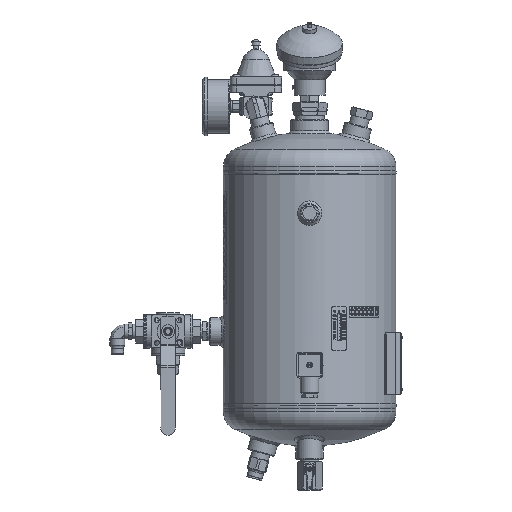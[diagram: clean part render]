
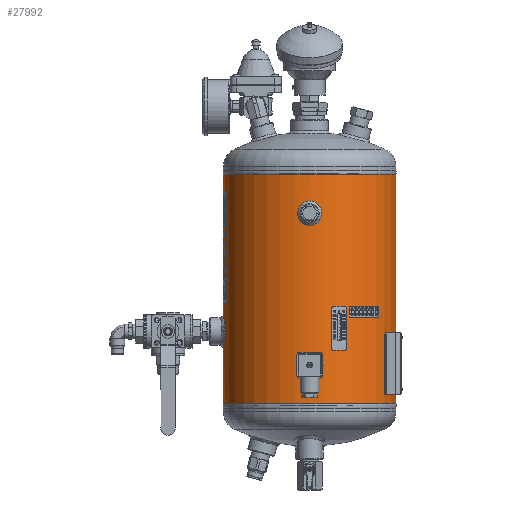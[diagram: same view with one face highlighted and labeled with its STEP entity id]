
A CAD part, front view. The second image highlights one B-rep face of the part: STEP entity #27992.
In plain terms, the highlighted cylindrical face has radius 100 mm (diameter 200 mm), a partial arc.
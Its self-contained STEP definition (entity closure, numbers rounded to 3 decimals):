
#1680=B_SPLINE_CURVE_WITH_KNOTS('',3,(#47471,#47472,#47473,#47474,#47475,
#47476,#47477,#47478,#47479,#47480,#47481,#47482,#47483,#47484,#47485,#47486,
#47487,#47488,#47489),.UNSPECIFIED.,.T.,.F.,(1,1,1,1,1,1,1,1,1,1,1,1,1,
1,1,1,1,1,1,1,1,1,1),(-0.012,-0.008,-0.004,
0.,0.004,0.008,0.012,0.016,
0.02,0.023,0.027,0.031,
0.035,0.039,0.043,0.047,
0.051,0.055,0.059,0.063,
0.066,0.07,0.074),.UNSPECIFIED.);
#1681=B_SPLINE_CURVE_WITH_KNOTS('',3,(#47491,#47492,#47493,#47494,#47495,
#47496,#47497,#47498,#47499,#47500,#47501,#47502,#47503,#47504,#47505,#47506,
#47507,#47508,#47509),.UNSPECIFIED.,.T.,.F.,(1,1,1,1,1,1,1,1,1,1,1,1,1,
1,1,1,1,1,1,1,1,1,1),(-0.012,-0.008,-0.004,
0.,0.004,0.008,0.012,
0.016,0.02,0.023,0.027,
0.031,0.035,0.039,0.043,
0.047,0.051,0.055,0.059,
0.063,0.066,0.07,0.074),
 .UNSPECIFIED.);
#1682=B_SPLINE_CURVE_WITH_KNOTS('',3,(#47511,#47512,#47513,#47514,#47515,
#47516,#47517,#47518,#47519,#47520,#47521,#47522,#47523,#47524,#47525,#47526,
#47527,#47528,#47529),.UNSPECIFIED.,.T.,.F.,(1,1,1,1,1,1,1,1,1,1,1,1,1,
1,1,1,1,1,1,1,1,1,1),(-0.018,-0.012,-0.006,
0.,0.006,0.012,0.018,0.023,
0.029,0.035,0.041,0.047,
0.053,0.059,0.065,0.07,
0.076,0.082,0.088,0.094,
0.1,0.106,0.112),.UNSPECIFIED.);
#3297=LINE('',#47531,#4614);
#3298=LINE('',#47536,#4615);
#4614=VECTOR('',#40345,1000.);
#4615=VECTOR('',#40348,1000.);
#5936=ORIENTED_EDGE('',*,*,#14006,.T.);
#5937=ORIENTED_EDGE('',*,*,#14007,.T.);
#5938=ORIENTED_EDGE('',*,*,#14008,.T.);
#5939=ORIENTED_EDGE('',*,*,#14009,.T.);
#5940=ORIENTED_EDGE('',*,*,#14010,.T.);
#5941=ORIENTED_EDGE('',*,*,#14011,.F.);
#5942=ORIENTED_EDGE('',*,*,#14012,.F.);
#14006=EDGE_CURVE('',#18041,#18041,#1680,.T.);
#14007=EDGE_CURVE('',#18042,#18042,#1681,.T.);
#14008=EDGE_CURVE('',#18043,#18043,#1682,.T.);
#14009=EDGE_CURVE('',#18044,#18045,#3297,.T.);
#14010=EDGE_CURVE('',#18045,#18046,#21027,.T.);
#14011=EDGE_CURVE('',#18047,#18046,#3298,.T.);
#14012=EDGE_CURVE('',#18044,#18047,#21028,.T.);
#18041=VERTEX_POINT('',#47490);
#18042=VERTEX_POINT('',#47510);
#18043=VERTEX_POINT('',#47530);
#18044=VERTEX_POINT('',#47532);
#18045=VERTEX_POINT('',#47533);
#18046=VERTEX_POINT('',#47535);
#18047=VERTEX_POINT('',#47537);
#21027=CIRCLE('',#37463,100.);
#21028=CIRCLE('',#37464,100.);
#22113=EDGE_LOOP('',(#5936));
#22114=EDGE_LOOP('',(#5937));
#22115=EDGE_LOOP('',(#5938));
#22116=EDGE_LOOP('',(#5939,#5940,#5941,#5942));
#24785=FACE_BOUND('',#22113,.T.);
#24786=FACE_BOUND('',#22114,.T.);
#24787=FACE_BOUND('',#22115,.T.);
#24788=FACE_BOUND('',#22116,.T.);
#27458=CYLINDRICAL_SURFACE('',#37462,100.);
#27992=ADVANCED_FACE('',(#24785,#24786,#24787,#24788),#27458,.T.);
#37462=AXIS2_PLACEMENT_3D('',#47470,#40343,#40344);
#37463=AXIS2_PLACEMENT_3D('',#47534,#40346,#40347);
#37464=AXIS2_PLACEMENT_3D('',#47538,#40349,#40350);
#40343=DIRECTION('',(0.,-1.,0.));
#40344=DIRECTION('',(0.,0.,-1.));
#40345=DIRECTION('',(0.,-1.,0.));
#40346=DIRECTION('',(0.,1.,0.));
#40347=DIRECTION('',(1.,0.,0.));
#40348=DIRECTION('',(0.,-1.,0.));
#40349=DIRECTION('',(0.,1.,0.));
#40350=DIRECTION('',(1.,0.,0.));
#47470=CARTESIAN_POINT('',(0.,265.,0.));
#47471=CARTESIAN_POINT('',(-9.473,48.444,-99.554));
#47472=CARTESIAN_POINT('',(-10.262,44.497,-99.471));
#47473=CARTESIAN_POINT('',(-9.477,40.569,-99.553));
#47474=CARTESIAN_POINT('',(-7.254,37.244,-99.75));
#47475=CARTESIAN_POINT('',(-3.93,35.023,-99.946));
#47476=CARTESIAN_POINT('',(-0.006,34.24,-100.027));
#47477=CARTESIAN_POINT('',(3.922,35.019,-99.946));
#47478=CARTESIAN_POINT('',(7.252,37.242,-99.75));
#47479=CARTESIAN_POINT('',(9.478,40.57,-99.553));
#47480=CARTESIAN_POINT('',(10.26,44.496,-99.472));
#47481=CARTESIAN_POINT('',(9.481,48.422,-99.553));
#47482=CARTESIAN_POINT('',(7.262,51.747,-99.749));
#47483=CARTESIAN_POINT('',(3.94,53.974,-99.945));
#47484=CARTESIAN_POINT('',(0.01,54.761,-100.027));
#47485=CARTESIAN_POINT('',(-3.923,53.981,-99.946));
#47486=CARTESIAN_POINT('',(-7.249,51.759,-99.75));
#47487=CARTESIAN_POINT('',(-9.473,48.444,-99.554));
#47488=CARTESIAN_POINT('',(-10.262,44.497,-99.471));
#47489=CARTESIAN_POINT('',(-9.477,40.569,-99.553));
#47490=CARTESIAN_POINT('',(-10.,44.5,-99.499));
#47491=CARTESIAN_POINT('',(3.944,229.973,-99.945));
#47492=CARTESIAN_POINT('',(-0.003,230.762,-100.027));
#47493=CARTESIAN_POINT('',(-3.931,229.977,-99.946));
#47494=CARTESIAN_POINT('',(-7.256,227.754,-99.75));
#47495=CARTESIAN_POINT('',(-9.477,224.43,-99.553));
#47496=CARTESIAN_POINT('',(-10.26,220.506,-99.472));
#47497=CARTESIAN_POINT('',(-9.481,216.578,-99.553));
#47498=CARTESIAN_POINT('',(-7.258,213.248,-99.75));
#47499=CARTESIAN_POINT('',(-3.93,211.022,-99.946));
#47500=CARTESIAN_POINT('',(-0.004,210.24,-100.027));
#47501=CARTESIAN_POINT('',(3.922,211.019,-99.946));
#47502=CARTESIAN_POINT('',(7.247,213.238,-99.75));
#47503=CARTESIAN_POINT('',(9.474,216.56,-99.554));
#47504=CARTESIAN_POINT('',(10.261,220.49,-99.471));
#47505=CARTESIAN_POINT('',(9.481,224.423,-99.553));
#47506=CARTESIAN_POINT('',(7.259,227.749,-99.749));
#47507=CARTESIAN_POINT('',(3.944,229.973,-99.945));
#47508=CARTESIAN_POINT('',(-0.003,230.762,-100.027));
#47509=CARTESIAN_POINT('',(-3.931,229.977,-99.946));
#47510=CARTESIAN_POINT('',(0.,230.5,-100.));
#47511=CARTESIAN_POINT('',(-98.994,187.429,14.208));
#47512=CARTESIAN_POINT('',(-98.806,181.503,15.395));
#47513=CARTESIAN_POINT('',(-98.993,175.608,14.214));
#47514=CARTESIAN_POINT('',(-99.436,170.625,10.88));
#47515=CARTESIAN_POINT('',(-99.878,167.295,5.9));
#47516=CARTESIAN_POINT('',(-100.061,166.117,0.009));
#47517=CARTESIAN_POINT('',(-99.879,167.288,-5.887));
#47518=CARTESIAN_POINT('',(-99.437,170.623,-10.879));
#47519=CARTESIAN_POINT('',(-98.992,175.61,-14.215));
#47520=CARTESIAN_POINT('',(-98.807,181.503,-15.391));
#47521=CARTESIAN_POINT('',(-98.992,187.396,-14.219));
#47522=CARTESIAN_POINT('',(-99.435,192.379,-10.892));
#47523=CARTESIAN_POINT('',(-99.877,195.718,-5.914));
#47524=CARTESIAN_POINT('',(-100.061,196.901,-0.013));
#47525=CARTESIAN_POINT('',(-99.878,195.728,5.889));
#47526=CARTESIAN_POINT('',(-99.437,192.395,10.874));
#47527=CARTESIAN_POINT('',(-98.994,187.429,14.208));
#47528=CARTESIAN_POINT('',(-98.806,181.503,15.395));
#47529=CARTESIAN_POINT('',(-98.993,175.608,14.214));
#47530=CARTESIAN_POINT('',(-98.869,181.508,15.));
#47531=CARTESIAN_POINT('',(0.254,265.,100.));
#47532=CARTESIAN_POINT('',(0.254,265.,100.));
#47533=CARTESIAN_POINT('',(0.254,0.,100.));
#47534=CARTESIAN_POINT('',(0.,0.,0.));
#47535=CARTESIAN_POINT('',(-0.254,0.,100.));
#47536=CARTESIAN_POINT('',(-0.254,265.,100.));
#47537=CARTESIAN_POINT('',(-0.254,265.,100.));
#47538=CARTESIAN_POINT('',(0.,265.,0.));
